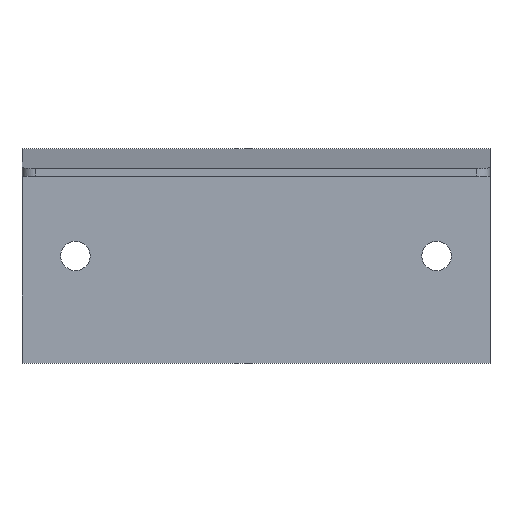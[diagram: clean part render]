
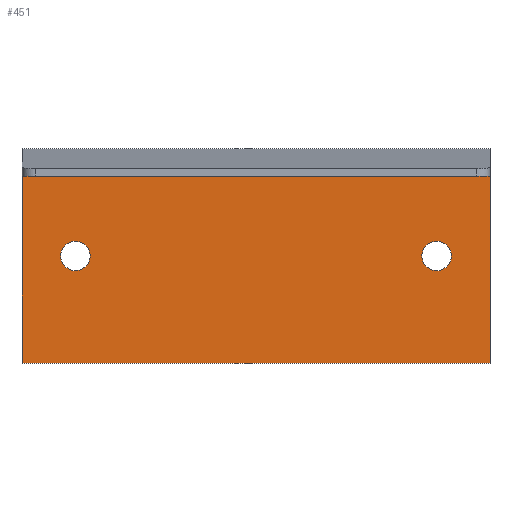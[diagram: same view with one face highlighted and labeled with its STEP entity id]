
A CAD part, top view. The second image highlights one B-rep face of the part: STEP entity #451.
In plain terms, the highlighted planar face has unit normal (0, 0, 1).
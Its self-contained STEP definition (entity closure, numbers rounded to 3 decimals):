
#1 = VERTEX_POINT ( 'NONE', #50 ) ;
#17 = VECTOR ( 'NONE', #67, 1000. ) ;
#50 = CARTESIAN_POINT ( 'NONE',  ( 31.05, 0., 2.5 ) ) ;
#67 = DIRECTION ( 'NONE',  ( 1., 0., 0. ) ) ;
#73 = DIRECTION ( 'NONE',  ( 0., -1., 0. ) ) ;
#87 = EDGE_CURVE ( 'NONE', #300, #349, #264, .T. ) ;
#89 = DIRECTION ( 'NONE',  ( -1., 0., 0. ) ) ;
#109 = DIRECTION ( 'NONE',  ( 1., 0., 0. ) ) ;
#112 = FACE_OUTER_BOUND ( 'NONE', #442, .T. ) ;
#117 = PLANE ( 'NONE',  #343 ) ;
#119 = LINE ( 'NONE', #435, #494 ) ;
#126 = DIRECTION ( 'NONE',  ( 0., 0., -1. ) ) ;
#128 = VERTEX_POINT ( 'NONE', #151 ) ;
#129 = VERTEX_POINT ( 'NONE', #470 ) ;
#139 = AXIS2_PLACEMENT_3D ( 'NONE', #148, #541, #201 ) ;
#143 = CARTESIAN_POINT ( 'NONE',  ( 36.55, 0., 2.5 ) ) ;
#148 = CARTESIAN_POINT ( 'NONE',  ( -33.8, 0., 2.5 ) ) ;
#151 = CARTESIAN_POINT ( 'NONE',  ( -43.8, 14.9, 2.5 ) ) ;
#162 = DIRECTION ( 'NONE',  ( 0., 0., -1. ) ) ;
#167 = ORIENTED_EDGE ( 'NONE', *, *, #87, .T. ) ;
#197 = AXIS2_PLACEMENT_3D ( 'NONE', #311, #162, #254 ) ;
#201 = DIRECTION ( 'NONE',  ( -1., 0., 0. ) ) ;
#202 = CARTESIAN_POINT ( 'NONE',  ( -43.8, -20.1, 2.5 ) ) ;
#204 = AXIS2_PLACEMENT_3D ( 'NONE', #362, #126, #551 ) ;
#225 = VECTOR ( 'NONE', #419, 1000. ) ;
#231 = VERTEX_POINT ( 'NONE', #480 ) ;
#246 = CARTESIAN_POINT ( 'NONE',  ( -43.8, -20.1, 2.5 ) ) ;
#254 = DIRECTION ( 'NONE',  ( -1., 0., 0. ) ) ;
#256 = DIRECTION ( 'NONE',  ( 0., 0., -1. ) ) ;
#257 = CARTESIAN_POINT ( 'NONE',  ( -36.55, 0., 2.5 ) ) ;
#262 = ORIENTED_EDGE ( 'NONE', *, *, #293, .T. ) ;
#264 = CIRCLE ( 'NONE', #139, 2.75 ) ;
#276 = ORIENTED_EDGE ( 'NONE', *, *, #550, .T. ) ;
#291 = CARTESIAN_POINT ( 'NONE',  ( -43.8, -20.1, 2.5 ) ) ;
#293 = EDGE_CURVE ( 'NONE', #349, #300, #466, .T. ) ;
#300 = VERTEX_POINT ( 'NONE', #372 ) ;
#311 = CARTESIAN_POINT ( 'NONE',  ( -33.8, 0., 2.5 ) ) ;
#316 = VECTOR ( 'NONE', #73, 1000. ) ;
#318 = ORIENTED_EDGE ( 'NONE', *, *, #497, .T. ) ;
#322 = EDGE_LOOP ( 'NONE', ( #276, #414 ) ) ;
#330 = LINE ( 'NONE', #469, #225 ) ;
#337 = CARTESIAN_POINT ( 'NONE',  ( 0., 0., 2.5 ) ) ;
#342 = CIRCLE ( 'NONE', #204, 2.75 ) ;
#343 = AXIS2_PLACEMENT_3D ( 'NONE', #337, #256, #388 ) ;
#349 = VERTEX_POINT ( 'NONE', #257 ) ;
#350 = LINE ( 'NONE', #202, #316 ) ;
#351 = EDGE_CURVE ( 'NONE', #557, #1, #342, .T. ) ;
#362 = CARTESIAN_POINT ( 'NONE',  ( 33.8, 0., 2.5 ) ) ;
#371 = EDGE_CURVE ( 'NONE', #128, #129, #119, .T. ) ;
#372 = CARTESIAN_POINT ( 'NONE',  ( -31.05, 0., 2.5 ) ) ;
#374 = AXIS2_PLACEMENT_3D ( 'NONE', #375, #524, #89 ) ;
#375 = CARTESIAN_POINT ( 'NONE',  ( 33.8, 0., 2.5 ) ) ;
#388 = DIRECTION ( 'NONE',  ( -1., 0., 0. ) ) ;
#393 = EDGE_CURVE ( 'NONE', #128, #479, #350, .T. ) ;
#403 = ORIENTED_EDGE ( 'NONE', *, *, #444, .T. ) ;
#414 = ORIENTED_EDGE ( 'NONE', *, *, #351, .T. ) ;
#419 = DIRECTION ( 'NONE',  ( 0., 1., 0. ) ) ;
#435 = CARTESIAN_POINT ( 'NONE',  ( -43.8, 14.9, 2.5 ) ) ;
#442 = EDGE_LOOP ( 'NONE', ( #484, #525, #403, #318 ) ) ;
#444 = EDGE_CURVE ( 'NONE', #479, #231, #448, .T. ) ;
#448 = LINE ( 'NONE', #246, #17 ) ;
#449 = EDGE_LOOP ( 'NONE', ( #262, #167 ) ) ;
#451 = ADVANCED_FACE ( 'NONE', ( #570, #476, #112 ), #117, .F. ) ;
#466 = CIRCLE ( 'NONE', #197, 2.75 ) ;
#469 = CARTESIAN_POINT ( 'NONE',  ( 43.8, -20.1, 2.5 ) ) ;
#470 = CARTESIAN_POINT ( 'NONE',  ( 43.8, 14.9, 2.5 ) ) ;
#476 = FACE_BOUND ( 'NONE', #449, .T. ) ;
#479 = VERTEX_POINT ( 'NONE', #291 ) ;
#480 = CARTESIAN_POINT ( 'NONE',  ( 43.8, -20.1, 2.5 ) ) ;
#484 = ORIENTED_EDGE ( 'NONE', *, *, #371, .F. ) ;
#494 = VECTOR ( 'NONE', #109, 1000. ) ;
#497 = EDGE_CURVE ( 'NONE', #231, #129, #330, .T. ) ;
#502 = CIRCLE ( 'NONE', #374, 2.75 ) ;
#524 = DIRECTION ( 'NONE',  ( 0., 0., -1. ) ) ;
#525 = ORIENTED_EDGE ( 'NONE', *, *, #393, .T. ) ;
#541 = DIRECTION ( 'NONE',  ( 0., 0., -1. ) ) ;
#550 = EDGE_CURVE ( 'NONE', #1, #557, #502, .T. ) ;
#551 = DIRECTION ( 'NONE',  ( -1., 0., 0. ) ) ;
#557 = VERTEX_POINT ( 'NONE', #143 ) ;
#570 = FACE_BOUND ( 'NONE', #322, .T. ) ;
